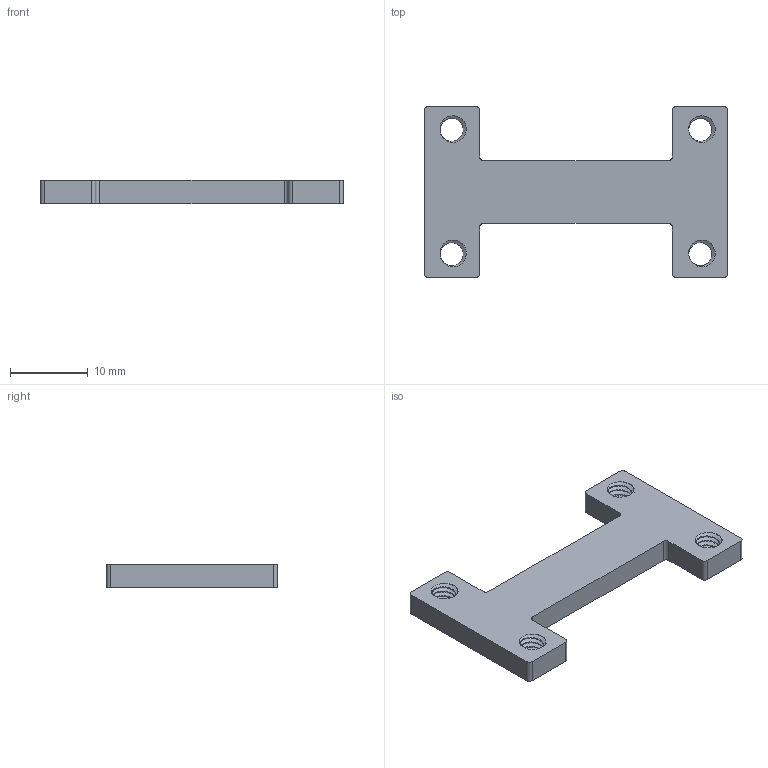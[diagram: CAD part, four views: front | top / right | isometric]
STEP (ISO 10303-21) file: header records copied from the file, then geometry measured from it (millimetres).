
FILE_DESCRIPTION( ( '' ), ' ' );
FILE_NAME( '5a2adf535214870eedd3ed4f.step', '2017-12-08T18:52:03', ( '' ), ( '' ), ' ', ' ', ' ' );
FILE_SCHEMA( ( 'AUTOMOTIVE_DESIGN { 1 0 10303 214 1 1 1 1 }' ) );
Length unit declared in the file: metre
Products named in the file (2): Curve 1; 2803-0039-0022
Bounding box: 39 x 22 x 3 mm (x, y, z)
Volume: 1422.2 mm3; surface area: 1609.3 mm2
Topology: 1 solids, 1 shells, 42 faces, 121 edges, 82 vertices
Faces by surface type: cylinder 16, plane 14, bspline 12
Entity records: 8191 total; most frequent: CARTESIAN_POINT 6793, ORIENTED_EDGE 240, DIRECTION 176, EDGE_CURVE 120, VERTEX_POINT 80, AXIS2_PLACEMENT_3D 64, EDGE_LOOP 50, LINE 48
